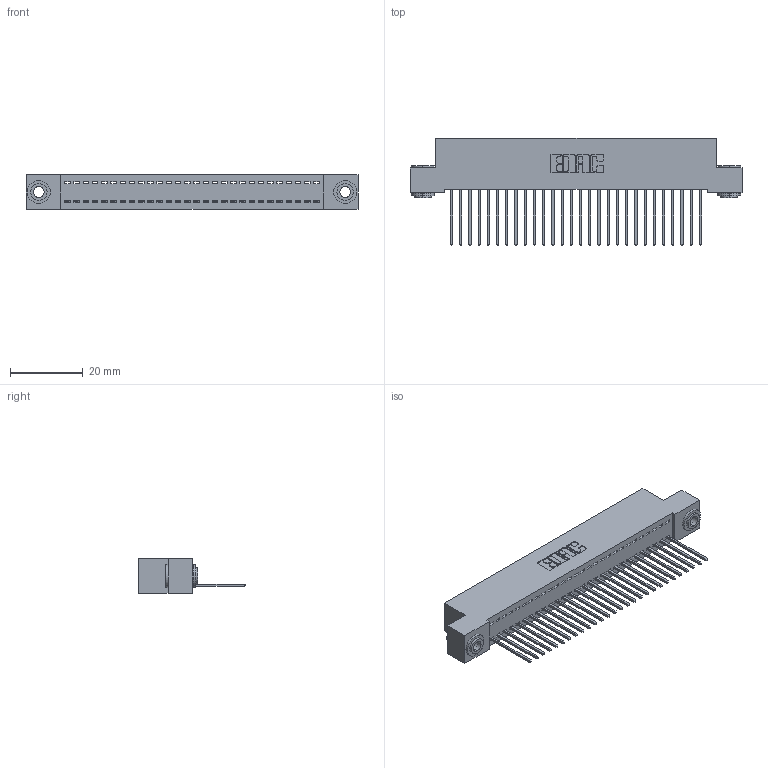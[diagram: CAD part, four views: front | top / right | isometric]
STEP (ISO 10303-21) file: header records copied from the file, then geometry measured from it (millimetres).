
FILE_DESCRIPTION (( 'STEP AP203' ), '1' );
FILE_NAME ('342-028-540-103.STEP', '2019-10-02T02:52:13', ( '' ), ( '' ), 'SwSTEP 2.0', 'SolidWorks 2016', '' );
FILE_SCHEMA (( 'CONFIG_CONTROL_DESIGN' ));
Length unit declared in the file: inch
Products named in the file (4): 342 Part_.156 TH; 345-292-001_345-293-140; 342-250-002_345-250-002-102; 342-028-540-103
Assembly tree (31 placements, depth 2):
  342-028-540-103
    342 Part_.156 TH
    345-292-001_345-293-140  x28
    342-250-002_345-250-002-102  x2
Bounding box: 91.44 x 29.47 x 9.4 mm (x, y, z)
Volume: 8026.6 mm3; surface area: 12013.7 mm2
Topology: 31 solids, 31 shells, 1772 faces, 5303 edges, 3494 vertices
Faces by surface type: plane 1252, cylinder 512, cone 8
Entity records: 19464 total; most frequent: CARTESIAN_POINT 3337, ORIENTED_EDGE 3294, DIRECTION 2877, EDGE_CURVE 1647, LINE 1495, VECTOR 1495, VERTEX_POINT 1094, AXIS2_PLACEMENT_3D 691
